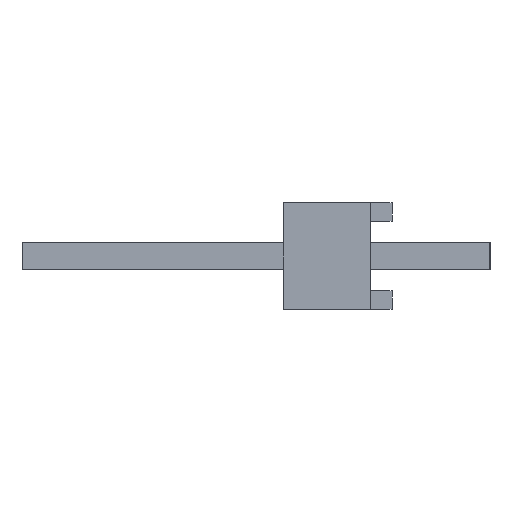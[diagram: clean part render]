
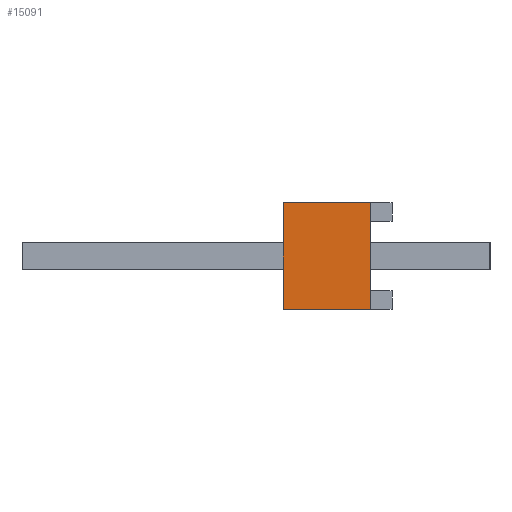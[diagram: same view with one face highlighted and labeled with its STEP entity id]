
A CAD part, left-side view. The second image highlights one B-rep face of the part: STEP entity #15091.
In plain terms, the highlighted planar face has unit normal (-1, 0, 0).
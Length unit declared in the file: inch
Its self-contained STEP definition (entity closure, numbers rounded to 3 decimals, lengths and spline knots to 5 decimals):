
#260 = LINE ( 'NONE', #12294, #9839 ) ;
#263 = CARTESIAN_POINT ( 'NONE',  ( -0.8, 0.1, -0.049 ) ) ;
#414 = CARTESIAN_POINT ( 'NONE',  ( -0.8, 0.1, -0.049 ) ) ;
#959 = DIRECTION ( 'NONE',  ( 0., 0., 1. ) ) ;
#2333 = CARTESIAN_POINT ( 'NONE',  ( -0.8, 0.02, 0.049 ) ) ;
#2372 = AXIS2_PLACEMENT_3D ( 'NONE', #414, #5130, #5327 ) ;
#4066 = EDGE_CURVE ( 'NONE', #10874, #9176, #6957, .T. ) ;
#5130 = DIRECTION ( 'NONE',  ( 1., 0., 0. ) ) ;
#5286 = VERTEX_POINT ( 'NONE', #2333 ) ;
#5327 = DIRECTION ( 'NONE',  ( 0., 0., -1. ) ) ;
#5892 = ORIENTED_EDGE ( 'NONE', *, *, #15385, .F. ) ;
#6502 = LINE ( 'NONE', #20237, #10260 ) ;
#6957 = LINE ( 'NONE', #9830, #11968 ) ;
#7553 = CARTESIAN_POINT ( 'NONE',  ( -0.8, 0.1, 0.049 ) ) ;
#8422 = EDGE_CURVE ( 'NONE', #12108, #5286, #19676, .T. ) ;
#9176 = VERTEX_POINT ( 'NONE', #18033 ) ;
#9601 = FACE_OUTER_BOUND ( 'NONE', #20426, .T. ) ;
#9830 = CARTESIAN_POINT ( 'NONE',  ( -0.8, 0.1, -0.049 ) ) ;
#9839 = VECTOR ( 'NONE', #959, 39.37008 ) ;
#10260 = VECTOR ( 'NONE', #15089, 39.37008 ) ;
#10280 = DIRECTION ( 'NONE',  ( 0., -1., 0. ) ) ;
#10874 = VERTEX_POINT ( 'NONE', #263 ) ;
#11082 = VECTOR ( 'NONE', #10280, 39.37008 ) ;
#11968 = VECTOR ( 'NONE', #19632, 39.37008 ) ;
#12108 = VERTEX_POINT ( 'NONE', #7553 ) ;
#12294 = CARTESIAN_POINT ( 'NONE',  ( -0.8, 0.1, -0.049 ) ) ;
#15089 = DIRECTION ( 'NONE',  ( 0., 0., -1. ) ) ;
#15091 = ADVANCED_FACE ( 'NONE', ( #9601 ), #16474, .F. ) ;
#15385 = EDGE_CURVE ( 'NONE', #10874, #12108, #260, .T. ) ;
#16474 = PLANE ( 'NONE',  #2372 ) ;
#16693 = CARTESIAN_POINT ( 'NONE',  ( -0.8, 0.1, 0.049 ) ) ;
#18015 = ORIENTED_EDGE ( 'NONE', *, *, #19319, .F. ) ;
#18033 = CARTESIAN_POINT ( 'NONE',  ( -0.8, 0.02, -0.049 ) ) ;
#18835 = ORIENTED_EDGE ( 'NONE', *, *, #8422, .F. ) ;
#19319 = EDGE_CURVE ( 'NONE', #5286, #9176, #6502, .T. ) ;
#19632 = DIRECTION ( 'NONE',  ( 0., -1., 0. ) ) ;
#19676 = LINE ( 'NONE', #16693, #11082 ) ;
#19765 = ORIENTED_EDGE ( 'NONE', *, *, #4066, .T. ) ;
#20237 = CARTESIAN_POINT ( 'NONE',  ( -0.8, 0.02, -0.049 ) ) ;
#20426 = EDGE_LOOP ( 'NONE', ( #18015, #18835, #5892, #19765 ) ) ;
